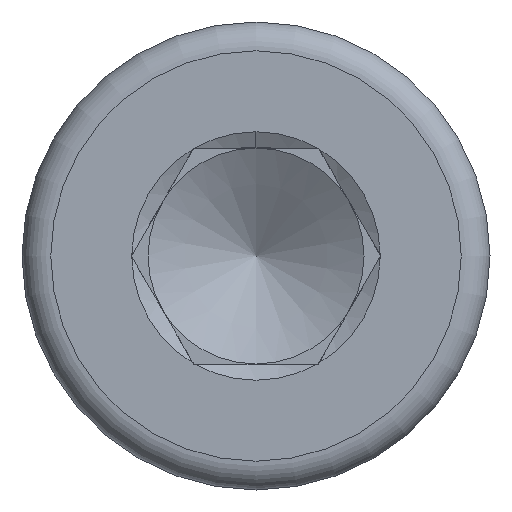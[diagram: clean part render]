
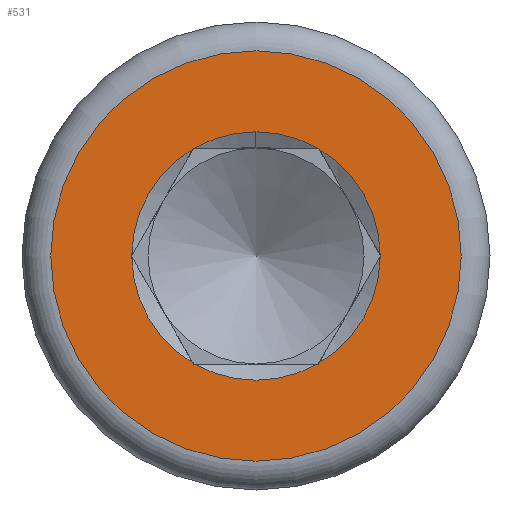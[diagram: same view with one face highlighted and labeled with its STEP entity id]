
A CAD part, left-side view. The second image highlights one B-rep face of the part: STEP entity #531.
In plain terms, the highlighted planar face has unit normal (-1, 0, 0).
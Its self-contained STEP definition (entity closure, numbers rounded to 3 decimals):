
#73=VECTOR('',#674,1.);
#74=VECTOR('',#675,1.);
#75=VECTOR('',#676,1.);
#76=VECTOR('',#677,1.);
#77=VECTOR('',#678,1.);
#78=VECTOR('',#679,1.);
#79=VECTOR('',#680,1.);
#80=VECTOR('',#681,1.);
#81=VECTOR('',#682,1.);
#82=VECTOR('',#683,1.);
#83=VECTOR('',#684,1.);
#84=VECTOR('',#685,1.);
#109=LINE('',#839,#73);
#110=LINE('',#842,#74);
#111=LINE('',#843,#75);
#112=LINE('',#845,#76);
#113=LINE('',#846,#77);
#114=LINE('',#848,#78);
#115=LINE('',#849,#79);
#116=LINE('',#851,#80);
#117=LINE('',#852,#81);
#118=LINE('',#854,#82);
#119=LINE('',#855,#83);
#120=LINE('',#857,#84);
#140=PLANE('',#577);
#164=VERTEX_POINT('',#794);
#166=VERTEX_POINT('',#797);
#167=VERTEX_POINT('',#803);
#168=VERTEX_POINT('',#804);
#169=VERTEX_POINT('',#810);
#170=VERTEX_POINT('',#811);
#171=VERTEX_POINT('',#817);
#172=VERTEX_POINT('',#818);
#173=VERTEX_POINT('',#824);
#174=VERTEX_POINT('',#825);
#175=VERTEX_POINT('',#831);
#176=VERTEX_POINT('',#832);
#177=VERTEX_POINT('',#838);
#178=VERTEX_POINT('',#840);
#179=VERTEX_POINT('',#841);
#180=VERTEX_POINT('',#844);
#181=VERTEX_POINT('',#847);
#182=VERTEX_POINT('',#850);
#183=VERTEX_POINT('',#853);
#184=VERTEX_POINT('',#856);
#205=CIRCLE('',#566,3.45);
#206=CIRCLE('',#568,3.45);
#207=CIRCLE('',#570,3.45);
#208=CIRCLE('',#572,3.45);
#209=CIRCLE('',#574,3.45);
#210=CIRCLE('',#576,3.45);
#211=CIRCLE('',#578,5.7);
#212=CIRCLE('',#579,3.45);
#246=EDGE_CURVE('',#166,#164,#205,.T.);
#248=EDGE_CURVE('',#167,#168,#206,.T.);
#250=EDGE_CURVE('',#169,#170,#207,.T.);
#252=EDGE_CURVE('',#171,#172,#208,.F.);
#254=EDGE_CURVE('',#173,#174,#209,.F.);
#256=EDGE_CURVE('',#175,#176,#210,.T.);
#258=EDGE_CURVE('',#177,#177,#211,.T.);
#259=EDGE_CURVE('',#178,#179,#109,.T.);
#260=EDGE_CURVE('',#178,#167,#110,.F.);
#261=EDGE_CURVE('',#180,#168,#111,.T.);
#262=EDGE_CURVE('',#180,#169,#112,.F.);
#263=EDGE_CURVE('',#181,#170,#113,.T.);
#264=EDGE_CURVE('',#181,#172,#114,.F.);
#265=EDGE_CURVE('',#182,#171,#115,.T.);
#266=EDGE_CURVE('',#182,#174,#116,.F.);
#267=EDGE_CURVE('',#183,#173,#117,.T.);
#268=EDGE_CURVE('',#183,#175,#118,.F.);
#269=EDGE_CURVE('',#184,#176,#119,.T.);
#270=EDGE_CURVE('',#184,#166,#120,.F.);
#271=EDGE_CURVE('',#164,#179,#212,.F.);
#332=ORIENTED_EDGE('',*,*,#258,.F.);
#333=ORIENTED_EDGE('',*,*,#259,.F.);
#334=ORIENTED_EDGE('',*,*,#260,.T.);
#335=ORIENTED_EDGE('',*,*,#248,.T.);
#336=ORIENTED_EDGE('',*,*,#261,.F.);
#337=ORIENTED_EDGE('',*,*,#262,.T.);
#338=ORIENTED_EDGE('',*,*,#250,.T.);
#339=ORIENTED_EDGE('',*,*,#263,.F.);
#340=ORIENTED_EDGE('',*,*,#264,.T.);
#341=ORIENTED_EDGE('',*,*,#252,.F.);
#342=ORIENTED_EDGE('',*,*,#265,.F.);
#343=ORIENTED_EDGE('',*,*,#266,.T.);
#344=ORIENTED_EDGE('',*,*,#254,.F.);
#345=ORIENTED_EDGE('',*,*,#267,.F.);
#346=ORIENTED_EDGE('',*,*,#268,.T.);
#347=ORIENTED_EDGE('',*,*,#256,.T.);
#348=ORIENTED_EDGE('',*,*,#269,.F.);
#349=ORIENTED_EDGE('',*,*,#270,.T.);
#350=ORIENTED_EDGE('',*,*,#246,.T.);
#351=ORIENTED_EDGE('',*,*,#271,.T.);
#461=EDGE_LOOP('',(#332));
#462=EDGE_LOOP('',(#333,#334,#335,#336,#337,#338,#339,#340,#341,#342,#343,
#344,#345,#346,#347,#348,#349,#350,#351));
#497=FACE_BOUND('',#461,.T.);
#498=FACE_BOUND('',#462,.T.);
#531=ADVANCED_FACE('',(#497,#498),#140,.F.);
#566=AXIS2_PLACEMENT_3D('',#796,#649,#650);
#568=AXIS2_PLACEMENT_3D('',#802,#653,#654);
#570=AXIS2_PLACEMENT_3D('',#809,#657,#658);
#572=AXIS2_PLACEMENT_3D('',#816,#661,#662);
#574=AXIS2_PLACEMENT_3D('',#823,#665,#666);
#576=AXIS2_PLACEMENT_3D('',#830,#669,#670);
#577=AXIS2_PLACEMENT_3D('',#836,#671,$);
#578=AXIS2_PLACEMENT_3D('',#837,#672,#673);
#579=AXIS2_PLACEMENT_3D('',#858,#686,#687);
#649=DIRECTION('',(1.,0.,0.));
#650=DIRECTION('',(0.,0.,3.45));
#653=DIRECTION('',(1.,0.,0.));
#654=DIRECTION('',(0.,0.,3.45));
#657=DIRECTION('',(1.,0.,0.));
#658=DIRECTION('',(0.,0.,3.45));
#661=DIRECTION('',(1.,0.,0.));
#662=DIRECTION('',(0.,0.,3.45));
#665=DIRECTION('',(1.,0.,0.));
#666=DIRECTION('',(0.,0.,3.45));
#669=DIRECTION('',(1.,0.,0.));
#670=DIRECTION('',(0.,0.,3.45));
#671=DIRECTION('',(1.,0.,0.));
#672=DIRECTION('',(1.,0.,0.));
#673=DIRECTION('',(0.,0.,-5.7));
#674=DIRECTION('',(0.,1.,0.));
#675=DIRECTION('',(0.,0.5,0.866));
#676=DIRECTION('',(0.,0.5,0.866));
#677=DIRECTION('',(0.,-0.5,0.866));
#678=DIRECTION('',(0.,-0.5,0.866));
#679=DIRECTION('',(0.,-1.,0.));
#680=DIRECTION('',(0.,-1.,0.));
#681=DIRECTION('',(0.,-0.5,-0.866));
#682=DIRECTION('',(0.,-0.5,-0.866));
#683=DIRECTION('',(0.,0.5,-0.866));
#684=DIRECTION('',(0.,0.5,-0.866));
#685=DIRECTION('',(0.,1.,0.));
#686=DIRECTION('',(-1.,0.,0.));
#687=DIRECTION('',(0.,0.,3.45));
#794=CARTESIAN_POINT('',(-8.,0.,3.45));
#796=CARTESIAN_POINT('',(-8.,0.,0.));
#797=CARTESIAN_POINT('',(-8.,1.704,3.));
#802=CARTESIAN_POINT('',(-8.,0.,0.));
#803=CARTESIAN_POINT('',(-8.,-1.746,2.975));
#804=CARTESIAN_POINT('',(-8.,-3.45,0.025));
#809=CARTESIAN_POINT('',(-8.,0.,0.));
#810=CARTESIAN_POINT('',(-8.,-3.45,-0.025));
#811=CARTESIAN_POINT('',(-8.,-1.746,-2.975));
#816=CARTESIAN_POINT('',(-8.,0.,0.));
#817=CARTESIAN_POINT('',(-8.,1.704,-3.));
#818=CARTESIAN_POINT('',(-8.,-1.704,-3.));
#823=CARTESIAN_POINT('',(-8.,0.,0.));
#824=CARTESIAN_POINT('',(-8.,3.45,-0.025));
#825=CARTESIAN_POINT('',(-8.,1.746,-2.975));
#830=CARTESIAN_POINT('',(-8.,0.,0.));
#831=CARTESIAN_POINT('',(-8.,3.45,0.025));
#832=CARTESIAN_POINT('',(-8.,1.746,2.975));
#836=CARTESIAN_POINT('',(-8.,0.,0.));
#837=CARTESIAN_POINT('',(-8.,0.,0.));
#838=CARTESIAN_POINT('',(-8.,0.,-5.7));
#839=CARTESIAN_POINT('',(-8.,0.866,3.));
#840=CARTESIAN_POINT('',(-8.,-1.732,3.));
#841=CARTESIAN_POINT('',(-8.,-1.704,3.));
#842=CARTESIAN_POINT('',(-8.,-2.165,2.25));
#843=CARTESIAN_POINT('',(-8.,-2.165,2.25));
#844=CARTESIAN_POINT('',(-8.,-3.464,0.));
#845=CARTESIAN_POINT('',(-8.,-3.031,-0.75));
#846=CARTESIAN_POINT('',(-8.,-3.031,-0.75));
#847=CARTESIAN_POINT('',(-8.,-1.732,-3.));
#848=CARTESIAN_POINT('',(-8.,-0.866,-3.));
#849=CARTESIAN_POINT('',(-8.,-0.866,-3.));
#850=CARTESIAN_POINT('',(-8.,1.732,-3.));
#851=CARTESIAN_POINT('',(-8.,2.165,-2.25));
#852=CARTESIAN_POINT('',(-8.,2.165,-2.25));
#853=CARTESIAN_POINT('',(-8.,3.464,0.));
#854=CARTESIAN_POINT('',(-8.,3.031,0.75));
#855=CARTESIAN_POINT('',(-8.,3.031,0.75));
#856=CARTESIAN_POINT('',(-8.,1.732,3.));
#857=CARTESIAN_POINT('',(-8.,0.866,3.));
#858=CARTESIAN_POINT('',(-8.,0.,0.));
